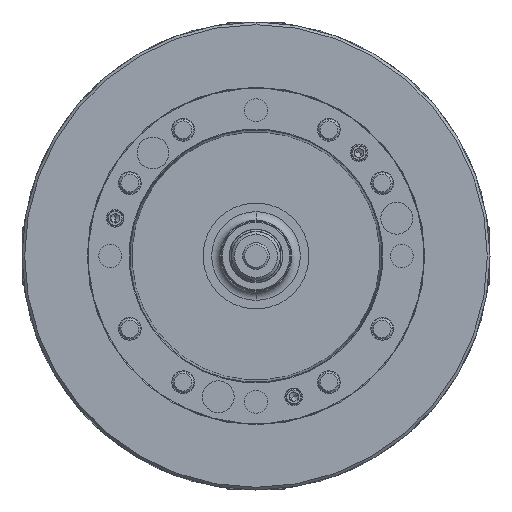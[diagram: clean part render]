
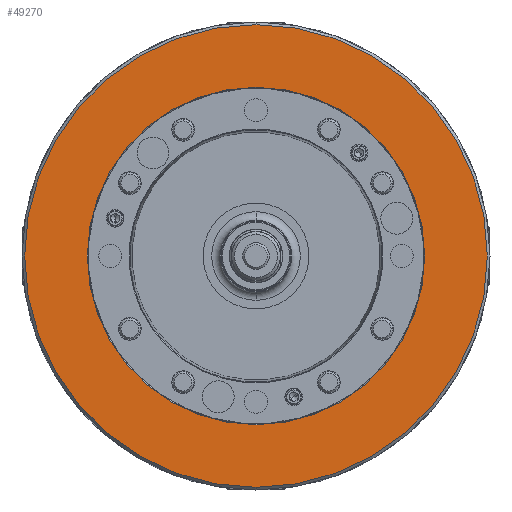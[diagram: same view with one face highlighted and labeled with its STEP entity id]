
A CAD part, left-side view. The second image highlights one B-rep face of the part: STEP entity #49270.
In plain terms, the highlighted planar face has unit normal (-1, 0, 0).
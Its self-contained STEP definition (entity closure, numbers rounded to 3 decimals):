
#2394 = CIRCLE ( 'NONE', #24976, 262. ) ;
#3530 = CIRCLE ( 'NONE', #50912, 191. ) ;
#3819 = VERTEX_POINT ( 'NONE', #43541 ) ;
#4268 = DIRECTION ( 'NONE',  ( 0., 0., -1. ) ) ;
#6644 = CARTESIAN_POINT ( 'NONE',  ( 0., 0., -191. ) ) ;
#7199 = EDGE_CURVE ( 'NONE', #3819, #25859, #2394, .T. ) ;
#7508 = DIRECTION ( 'NONE',  ( -1., 0., 0. ) ) ;
#7915 = FACE_OUTER_BOUND ( 'NONE', #37509, .T. ) ;
#9218 = DIRECTION ( 'NONE',  ( 0., 0., 1. ) ) ;
#9437 = DIRECTION ( 'NONE',  ( -1., 0., 0. ) ) ;
#9510 = CARTESIAN_POINT ( 'NONE',  ( 0., 0., 0. ) ) ;
#9839 = DIRECTION ( 'NONE',  ( -1., 0., 0. ) ) ;
#11846 = AXIS2_PLACEMENT_3D ( 'NONE', #31109, #31056, #31046 ) ;
#12496 = CARTESIAN_POINT ( 'NONE',  ( 0., 262., 0. ) ) ;
#14508 = ORIENTED_EDGE ( 'NONE', *, *, #21629, .F. ) ;
#19888 = VERTEX_POINT ( 'NONE', #6644 ) ;
#20427 = ORIENTED_EDGE ( 'NONE', *, *, #54159, .T. ) ;
#21629 = EDGE_CURVE ( 'NONE', #19888, #50806, #22711, .T. ) ;
#22711 = CIRCLE ( 'NONE', #11846, 191. ) ;
#24976 = AXIS2_PLACEMENT_3D ( 'NONE', #9510, #9437, #9218 ) ;
#25859 = VERTEX_POINT ( 'NONE', #42585 ) ;
#27237 = AXIS2_PLACEMENT_3D ( 'NONE', #32507, #7508, #36728 ) ;
#27378 = CIRCLE ( 'NONE', #27237, 262. ) ;
#29304 = DIRECTION ( 'NONE',  ( 1., 0., 0. ) ) ;
#31046 = DIRECTION ( 'NONE',  ( 0., 0., 1. ) ) ;
#31056 = DIRECTION ( 'NONE',  ( -1., 0., 0. ) ) ;
#31109 = CARTESIAN_POINT ( 'NONE',  ( 0., 0., 0. ) ) ;
#32507 = CARTESIAN_POINT ( 'NONE',  ( 0., 0., 0. ) ) ;
#32738 = FACE_BOUND ( 'NONE', #33337, .T. ) ;
#33337 = EDGE_LOOP ( 'NONE', ( #42890, #14508 ) ) ;
#34039 = AXIS2_PLACEMENT_3D ( 'NONE', #12496, #29304, #4268 ) ;
#34853 = CARTESIAN_POINT ( 'NONE',  ( 0., 0., 0. ) ) ;
#36728 = DIRECTION ( 'NONE',  ( 0., 0., 1. ) ) ;
#37509 = EDGE_LOOP ( 'NONE', ( #41191, #20427 ) ) ;
#39010 = DIRECTION ( 'NONE',  ( 0., 0., 1. ) ) ;
#41191 = ORIENTED_EDGE ( 'NONE', *, *, #7199, .T. ) ;
#41692 = PLANE ( 'NONE',  #34039 ) ;
#41835 = EDGE_CURVE ( 'NONE', #50806, #19888, #3530, .T. ) ;
#42585 = CARTESIAN_POINT ( 'NONE',  ( 0., 0., 262. ) ) ;
#42890 = ORIENTED_EDGE ( 'NONE', *, *, #41835, .F. ) ;
#43541 = CARTESIAN_POINT ( 'NONE',  ( 0., 0., -262. ) ) ;
#48334 = CARTESIAN_POINT ( 'NONE',  ( 0., 0., 191. ) ) ;
#49270 = ADVANCED_FACE ( 'NONE', ( #32738, #7915 ), #41692, .F. ) ;
#50806 = VERTEX_POINT ( 'NONE', #48334 ) ;
#50912 = AXIS2_PLACEMENT_3D ( 'NONE', #34853, #9839, #39010 ) ;
#54159 = EDGE_CURVE ( 'NONE', #25859, #3819, #27378, .T. ) ;
